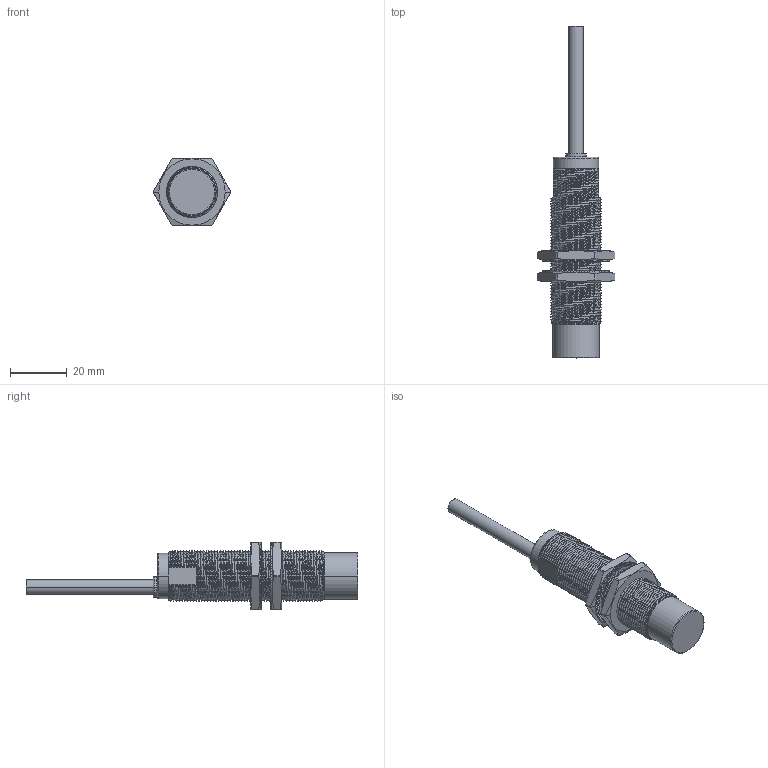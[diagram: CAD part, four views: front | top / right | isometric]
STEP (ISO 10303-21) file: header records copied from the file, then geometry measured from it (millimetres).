
FILE_DESCRIPTION(/* description */ (''),/* implementation_level */ '2;1');
FILE_NAME(/* name */ 'ELCO_Ni16-G18-CA41L.stp',/* time_stamp */ '2025-12-19T11:05:24+08:00',/* author */ (''),/* organization */ (''),/* preprocessor_version */ 'ST-DEVELOPER v16',/* originating_system */ 'SIEMENS PLM Software NX 10.0',/* authorisation */ '');
FILE_SCHEMA (('AUTOMOTIVE_DESIGN { 1 0 10303 214 3 1 1 1 }'));
Length unit declared in the file: millimetre
Products named in the file (1): Admi64A0C12Chsnf
Bounding box: 27.56 x 117.5 x 24 mm (x, y, z)
Volume: 19131.3 mm3; surface area: 8756.5 mm2
Topology: 3 solids, 3 shells, 710 faces, 2075 edges, 1373 vertices
Faces by surface type: plane 471, cylinder 143, bspline 73, cone 14, torus 9
Entity records: 35919 total; most frequent: CARTESIAN_POINT 18875, ORIENTED_EDGE 4150, DIRECTION 2660, EDGE_CURVE 2075, VERTEX_POINT 1373, B_SPLINE_CURVE_WITH_KNOTS 1065, AXIS2_PLACEMENT_3D 1012, EDGE_LOOP 716
